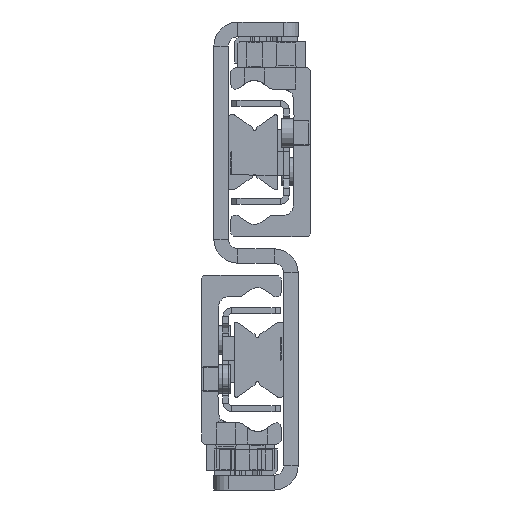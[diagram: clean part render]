
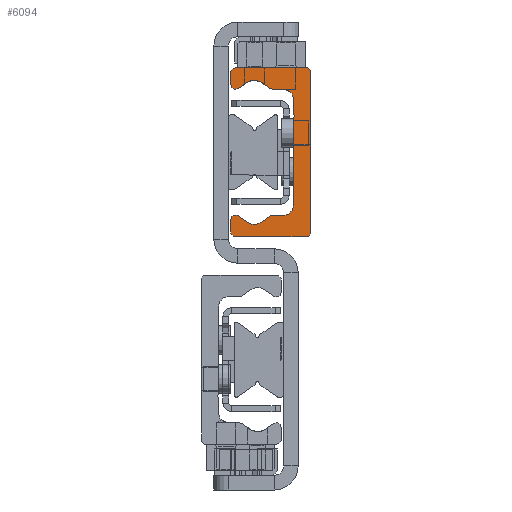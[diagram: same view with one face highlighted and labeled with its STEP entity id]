
A CAD part, left-side view. The second image highlights one B-rep face of the part: STEP entity #6094.
In plain terms, the highlighted planar face has unit normal (-1, 0, 0).
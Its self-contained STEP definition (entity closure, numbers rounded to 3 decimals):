
#4852=CARTESIAN_POINT('',(0.0,4.75,-11.1));
#4853=VERTEX_POINT('',#4852);
#4860=CARTESIAN_POINT('',(0.0,2.75,-13.1));
#4861=VERTEX_POINT('',#4860);
#4862=CARTESIAN_POINT('',(0.0,2.75,-11.1));
#4863=DIRECTION('',(-1.0,0.0,0.0));
#4864=DIRECTION('',(0.0,0.0,1.0));
#4865=AXIS2_PLACEMENT_3D('',#4862,#4863,#4864);
#4866=CIRCLE('',#4865,2.);
#4867=EDGE_CURVE('',#4853,#4861,#4866,.T.);
#5056=CARTESIAN_POINT('',(0.0,-0.14,-13.281));
#5057=VERTEX_POINT('',#5056);
#5064=CARTESIAN_POINT('',(0.0,-1.916,-14.524));
#5065=VERTEX_POINT('',#5064);
#5066=CARTESIAN_POINT('',(0.0,-0.14,-13.281));
#5067=DIRECTION('',(0.0,-0.819,-0.574));
#5068=VECTOR('',#5067,2.168);
#5069=LINE('',#5066,#5068);
#5070=EDGE_CURVE('',#5057,#5065,#5069,.T.);
#5195=CARTESIAN_POINT('',(0.0,8.25,16.85));
#5196=VERTEX_POINT('',#5195);
#5203=CARTESIAN_POINT('',(0.0,7.6,17.5));
#5204=VERTEX_POINT('',#5203);
#5205=CARTESIAN_POINT('',(0.0,7.6,16.85));
#5206=DIRECTION('',(1.0,0.0,0.0));
#5207=DIRECTION('',(0.0,1.0,0.0));
#5208=AXIS2_PLACEMENT_3D('',#5205,#5206,#5207);
#5209=CIRCLE('',#5208,0.65);
#5210=EDGE_CURVE('',#5196,#5204,#5209,.T.);
#5234=CARTESIAN_POINT('',(0.0,8.25,-16.85));
#5235=VERTEX_POINT('',#5234);
#5242=CARTESIAN_POINT('',(0.0,8.25,-16.85));
#5243=DIRECTION('',(0.0,0.0,1.0));
#5244=VECTOR('',#5243,33.7);
#5245=LINE('',#5242,#5244);
#5246=EDGE_CURVE('',#5235,#5196,#5245,.T.);
#5326=CARTESIAN_POINT('',(0.0,7.6,-17.5));
#5327=VERTEX_POINT('',#5326);
#5334=CARTESIAN_POINT('',(0.0,7.6,-16.85));
#5335=DIRECTION('',(1.0,0.0,0.0));
#5336=DIRECTION('',(0.0,0.0,-1.0));
#5337=AXIS2_PLACEMENT_3D('',#5334,#5335,#5336);
#5338=CIRCLE('',#5337,0.65);
#5339=EDGE_CURVE('',#5327,#5235,#5338,.T.);
#5358=CARTESIAN_POINT('',(0.0,-7.25,-17.5));
#5359=VERTEX_POINT('',#5358);
#5366=CARTESIAN_POINT('',(0.0,-7.25,-17.5));
#5367=DIRECTION('',(0.0,1.0,0.0));
#5368=VECTOR('',#5367,14.85);
#5369=LINE('',#5366,#5368);
#5370=EDGE_CURVE('',#5359,#5327,#5369,.T.);
#5402=CARTESIAN_POINT('',(0.0,-8.25,-16.5));
#5403=VERTEX_POINT('',#5402);
#5410=CARTESIAN_POINT('',(0.0,-7.25,-16.5));
#5411=DIRECTION('',(1.0,0.0,0.0));
#5412=DIRECTION('',(0.0,-1.0,0.0));
#5413=AXIS2_PLACEMENT_3D('',#5410,#5411,#5412);
#5414=CIRCLE('',#5413,1.);
#5415=EDGE_CURVE('',#5403,#5359,#5414,.T.);
#5434=CARTESIAN_POINT('',(0.0,-8.25,-13.98));
#5435=VERTEX_POINT('',#5434);
#5442=CARTESIAN_POINT('',(0.0,-8.25,-13.98));
#5443=DIRECTION('',(0.0,0.0,-1.0));
#5444=VECTOR('',#5443,2.52);
#5445=LINE('',#5442,#5444);
#5446=EDGE_CURVE('',#5435,#5403,#5445,.T.);
#5466=CARTESIAN_POINT('',(0.0,-6.708,-13.177));
#5467=VERTEX_POINT('',#5466);
#5474=CARTESIAN_POINT('',(0.0,-7.27,-13.98));
#5475=DIRECTION('',(1.0,0.0,0.0));
#5476=DIRECTION('',(0.0,0.574,0.819));
#5477=AXIS2_PLACEMENT_3D('',#5474,#5475,#5476);
#5478=CIRCLE('',#5477,0.98);
#5479=EDGE_CURVE('',#5467,#5435,#5478,.T.);
#5491=CARTESIAN_POINT('',(0.0,-4.784,-14.524));
#5492=VERTEX_POINT('',#5491);
#5499=CARTESIAN_POINT('',(0.0,-4.784,-14.524));
#5500=DIRECTION('',(0.0,-0.819,0.574));
#5501=VECTOR('',#5500,2.349);
#5502=LINE('',#5499,#5501);
#5503=EDGE_CURVE('',#5492,#5467,#5502,.T.);
#5525=CARTESIAN_POINT('',(0.0,-3.35,-12.477));
#5526=DIRECTION('',(-1.0,0.0,0.0));
#5527=DIRECTION('',(0.0,0.574,0.819));
#5528=AXIS2_PLACEMENT_3D('',#5525,#5526,#5527);
#5529=CIRCLE('',#5528,2.5);
#5530=EDGE_CURVE('',#5065,#5492,#5529,.T.);
#5550=CARTESIAN_POINT('',(0.0,0.433,-13.1));
#5551=VERTEX_POINT('',#5550);
#5558=CARTESIAN_POINT('',(0.0,0.433,-14.1));
#5559=DIRECTION('',(1.0,0.0,0.0));
#5560=DIRECTION('',(0.0,0.0,1.0));
#5561=AXIS2_PLACEMENT_3D('',#5558,#5559,#5560);
#5562=CIRCLE('',#5561,1.);
#5563=EDGE_CURVE('',#5551,#5057,#5562,.T.);
#5578=CARTESIAN_POINT('',(0.0,2.75,-13.1));
#5579=DIRECTION('',(0.0,-1.0,0.0));
#5580=VECTOR('',#5579,2.317);
#5581=LINE('',#5578,#5580);
#5582=EDGE_CURVE('',#4861,#5551,#5581,.T.);
#5608=CARTESIAN_POINT('',(0.0,4.75,-7.75));
#5609=VERTEX_POINT('',#5608);
#5616=CARTESIAN_POINT('',(0.0,4.75,-7.75));
#5617=DIRECTION('',(0.0,0.0,-1.0));
#5618=VECTOR('',#5617,3.35);
#5619=LINE('',#5616,#5618);
#5620=EDGE_CURVE('',#5609,#4853,#5619,.T.);
#5640=CARTESIAN_POINT('',(0.0,4.75,-7.25));
#5641=VERTEX_POINT('',#5640);
#5648=CARTESIAN_POINT('',(0.0,4.75,-7.5));
#5649=DIRECTION('',(-1.0,0.0,0.0));
#5650=DIRECTION('',(0.0,0.0,1.0));
#5651=AXIS2_PLACEMENT_3D('',#5648,#5649,#5650);
#5652=CIRCLE('',#5651,0.25);
#5653=EDGE_CURVE('',#5641,#5609,#5652,.T.);
#5672=CARTESIAN_POINT('',(0.0,4.75,11.1));
#5673=VERTEX_POINT('',#5672);
#5680=CARTESIAN_POINT('',(0.0,4.75,11.1));
#5681=DIRECTION('',(0.0,0.0,-1.0));
#5682=VECTOR('',#5681,18.35);
#5683=LINE('',#5680,#5682);
#5684=EDGE_CURVE('',#5673,#5641,#5683,.T.);
#5764=CARTESIAN_POINT('',(0.0,2.75,13.1));
#5765=VERTEX_POINT('',#5764);
#5772=CARTESIAN_POINT('',(0.0,2.75,11.1));
#5773=DIRECTION('',(-1.0,0.0,0.0));
#5774=DIRECTION('',(0.0,-1.0,0.0));
#5775=AXIS2_PLACEMENT_3D('',#5772,#5773,#5774);
#5776=CIRCLE('',#5775,2.);
#5777=EDGE_CURVE('',#5765,#5673,#5776,.T.);
#5796=CARTESIAN_POINT('',(0.0,0.433,13.1));
#5797=VERTEX_POINT('',#5796);
#5804=CARTESIAN_POINT('',(0.0,0.433,13.1));
#5805=DIRECTION('',(0.0,1.0,0.0));
#5806=VECTOR('',#5805,2.317);
#5807=LINE('',#5804,#5806);
#5808=EDGE_CURVE('',#5797,#5765,#5807,.T.);
#5828=CARTESIAN_POINT('',(0.0,-0.14,13.281));
#5829=VERTEX_POINT('',#5828);
#5836=CARTESIAN_POINT('',(0.0,0.433,14.1));
#5837=DIRECTION('',(1.0,0.0,0.0));
#5838=DIRECTION('',(0.0,-0.574,-0.819));
#5839=AXIS2_PLACEMENT_3D('',#5836,#5837,#5838);
#5840=CIRCLE('',#5839,1.);
#5841=EDGE_CURVE('',#5829,#5797,#5840,.T.);
#5860=CARTESIAN_POINT('',(0.0,-1.916,14.524));
#5861=VERTEX_POINT('',#5860);
#5868=CARTESIAN_POINT('',(0.0,-1.916,14.524));
#5869=DIRECTION('',(0.0,0.819,-0.574));
#5870=VECTOR('',#5869,2.168);
#5871=LINE('',#5868,#5870);
#5872=EDGE_CURVE('',#5861,#5829,#5871,.T.);
#5892=CARTESIAN_POINT('',(0.0,-4.784,14.524));
#5893=VERTEX_POINT('',#5892);
#5900=CARTESIAN_POINT('',(0.0,-3.35,12.477));
#5901=DIRECTION('',(-1.0,0.0,0.0));
#5902=DIRECTION('',(0.0,-0.574,-0.819));
#5903=AXIS2_PLACEMENT_3D('',#5900,#5901,#5902);
#5904=CIRCLE('',#5903,2.5);
#5905=EDGE_CURVE('',#5893,#5861,#5904,.T.);
#5924=CARTESIAN_POINT('',(0.0,-6.708,13.177));
#5925=VERTEX_POINT('',#5924);
#5932=CARTESIAN_POINT('',(0.0,-6.708,13.177));
#5933=DIRECTION('',(0.0,0.819,0.574));
#5934=VECTOR('',#5933,2.349);
#5935=LINE('',#5932,#5934);
#5936=EDGE_CURVE('',#5925,#5893,#5935,.T.);
#5956=CARTESIAN_POINT('',(0.0,-8.25,13.98));
#5957=VERTEX_POINT('',#5956);
#5964=CARTESIAN_POINT('',(0.0,-7.27,13.98));
#5965=DIRECTION('',(1.0,0.0,0.0));
#5966=DIRECTION('',(0.0,-1.0,0.0));
#5967=AXIS2_PLACEMENT_3D('',#5964,#5965,#5966);
#5968=CIRCLE('',#5967,0.98);
#5969=EDGE_CURVE('',#5957,#5925,#5968,.T.);
#5988=CARTESIAN_POINT('',(0.0,-8.25,16.5));
#5989=VERTEX_POINT('',#5988);
#5996=CARTESIAN_POINT('',(0.0,-8.25,16.5));
#5997=DIRECTION('',(0.0,0.0,-1.0));
#5998=VECTOR('',#5997,2.52);
#5999=LINE('',#5996,#5998);
#6000=EDGE_CURVE('',#5989,#5957,#5999,.T.);
#6020=CARTESIAN_POINT('',(0.0,-7.25,17.5));
#6021=VERTEX_POINT('',#6020);
#6028=CARTESIAN_POINT('',(0.0,-7.25,16.5));
#6029=DIRECTION('',(1.0,0.0,0.0));
#6030=DIRECTION('',(0.0,0.0,1.0));
#6031=AXIS2_PLACEMENT_3D('',#6028,#6029,#6030);
#6032=CIRCLE('',#6031,1.);
#6033=EDGE_CURVE('',#6021,#5989,#6032,.T.);
#6051=CARTESIAN_POINT('',(0.0,7.6,17.5));
#6052=DIRECTION('',(0.0,-1.0,0.0));
#6053=VECTOR('',#6052,14.85);
#6054=LINE('',#6051,#6053);
#6055=EDGE_CURVE('',#5204,#6021,#6054,.T.);
#6061=CARTESIAN_POINT('',(0.0,2.258,-0.017));
#6062=DIRECTION('',(1.0,0.0,0.0));
#6063=DIRECTION('',(0.0,0.0,-1.0));
#6064=AXIS2_PLACEMENT_3D('',#6061,#6062,#6063);
#6065=PLANE('',#6064);
#6066=ORIENTED_EDGE('',*,*,#6055,.F.);
#6067=ORIENTED_EDGE('',*,*,#5210,.F.);
#6068=ORIENTED_EDGE('',*,*,#5246,.F.);
#6069=ORIENTED_EDGE('',*,*,#5339,.F.);
#6070=ORIENTED_EDGE('',*,*,#5370,.F.);
#6071=ORIENTED_EDGE('',*,*,#5415,.F.);
#6072=ORIENTED_EDGE('',*,*,#5446,.F.);
#6073=ORIENTED_EDGE('',*,*,#5479,.F.);
#6074=ORIENTED_EDGE('',*,*,#5503,.F.);
#6075=ORIENTED_EDGE('',*,*,#5530,.F.);
#6076=ORIENTED_EDGE('',*,*,#5070,.F.);
#6077=ORIENTED_EDGE('',*,*,#5563,.F.);
#6078=ORIENTED_EDGE('',*,*,#5582,.F.);
#6079=ORIENTED_EDGE('',*,*,#4867,.F.);
#6080=ORIENTED_EDGE('',*,*,#5620,.F.);
#6081=ORIENTED_EDGE('',*,*,#5653,.F.);
#6082=ORIENTED_EDGE('',*,*,#5684,.F.);
#6083=ORIENTED_EDGE('',*,*,#5777,.F.);
#6084=ORIENTED_EDGE('',*,*,#5808,.F.);
#6085=ORIENTED_EDGE('',*,*,#5841,.F.);
#6086=ORIENTED_EDGE('',*,*,#5872,.F.);
#6087=ORIENTED_EDGE('',*,*,#5905,.F.);
#6088=ORIENTED_EDGE('',*,*,#5936,.F.);
#6089=ORIENTED_EDGE('',*,*,#5969,.F.);
#6090=ORIENTED_EDGE('',*,*,#6000,.F.);
#6091=ORIENTED_EDGE('',*,*,#6033,.F.);
#6092=EDGE_LOOP('',(#6066,#6067,#6068,#6069,#6070,#6071,#6072,#6073,#6074,#6075,#6076,#6077,#6078,#6079,#6080,#6081,#6082,#6083,#6084,#6085,#6086,#6087,#6088,#6089,#6090,#6091));
#6093=FACE_OUTER_BOUND('',#6092,.T.);
#6094=ADVANCED_FACE('',(#6093),#6065,.F.);
